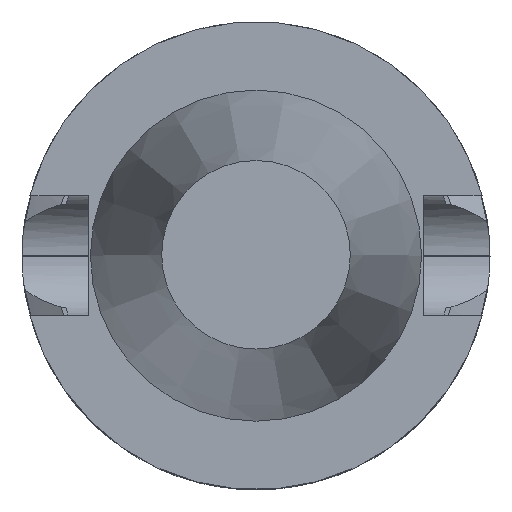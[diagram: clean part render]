
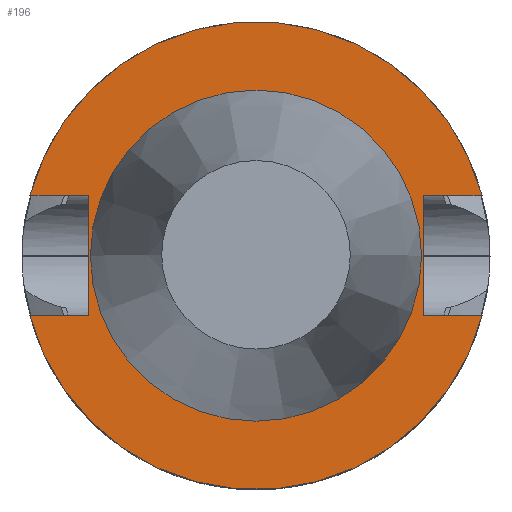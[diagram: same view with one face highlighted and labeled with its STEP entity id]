
A CAD part, top view. The second image highlights one B-rep face of the part: STEP entity #196.
In plain terms, the highlighted planar face has unit normal (0, 0, 1).
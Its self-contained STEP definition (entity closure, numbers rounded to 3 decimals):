
#83=LINE('',#1188,#123);
#84=LINE('',#1191,#124);
#85=LINE('',#1193,#125);
#86=LINE('',#1194,#126);
#87=LINE('',#1196,#127);
#88=LINE('',#1198,#128);
#89=LINE('',#1200,#129);
#90=LINE('',#1202,#130);
#91=LINE('',#1203,#131);
#92=LINE('',#1205,#132);
#123=VECTOR('',#959,1.);
#124=VECTOR('',#960,1.);
#125=VECTOR('',#961,1.);
#126=VECTOR('',#962,1.);
#127=VECTOR('',#963,1.);
#128=VECTOR('',#964,1.);
#129=VECTOR('',#965,1.);
#130=VECTOR('',#966,1.);
#131=VECTOR('',#967,1.);
#132=VECTOR('',#968,1.);
#160=PLANE('',#839);
#196=ADVANCED_FACE('CU_FL_SU_5',(#263,#264),#160,.F.);
#263=FACE_BOUND('',#311,.T.);
#264=FACE_BOUND('',#312,.T.);
#311=EDGE_LOOP('',(#389,#390,#391,#392,#393,#394,#395,#396,#397,#398,#399,
#400));
#312=EDGE_LOOP('',(#401));
#389=ORIENTED_EDGE('',*,*,#661,.F.);
#390=ORIENTED_EDGE('',*,*,#662,.F.);
#391=ORIENTED_EDGE('',*,*,#663,.T.);
#392=ORIENTED_EDGE('',*,*,#660,.F.);
#393=ORIENTED_EDGE('',*,*,#664,.F.);
#394=ORIENTED_EDGE('',*,*,#665,.T.);
#395=ORIENTED_EDGE('',*,*,#666,.T.);
#396=ORIENTED_EDGE('',*,*,#667,.T.);
#397=ORIENTED_EDGE('',*,*,#668,.T.);
#398=ORIENTED_EDGE('',*,*,#656,.T.);
#399=ORIENTED_EDGE('',*,*,#669,.F.);
#400=ORIENTED_EDGE('',*,*,#670,.F.);
#401=ORIENTED_EDGE('',*,*,#671,.T.);
#578=VERTEX_POINT('',#1171);
#581=VERTEX_POINT('',#1176);
#583=VERTEX_POINT('',#1181);
#585=VERTEX_POINT('',#1185);
#586=VERTEX_POINT('',#1189);
#587=VERTEX_POINT('',#1190);
#588=VERTEX_POINT('',#1192);
#589=VERTEX_POINT('',#1195);
#590=VERTEX_POINT('',#1197);
#591=VERTEX_POINT('',#1199);
#592=VERTEX_POINT('',#1201);
#593=VERTEX_POINT('',#1204);
#594=VERTEX_POINT('',#1207);
#656=EDGE_CURVE('',#578,#581,#753,.T.);
#660=EDGE_CURVE('',#585,#583,#755,.T.);
#661=EDGE_CURVE('',#586,#587,#83,.T.);
#662=EDGE_CURVE('',#588,#586,#84,.T.);
#663=EDGE_CURVE('',#588,#583,#85,.T.);
#664=EDGE_CURVE('',#589,#585,#86,.T.);
#665=EDGE_CURVE('',#589,#590,#87,.T.);
#666=EDGE_CURVE('',#590,#591,#88,.T.);
#667=EDGE_CURVE('',#591,#592,#89,.T.);
#668=EDGE_CURVE('',#592,#578,#90,.T.);
#669=EDGE_CURVE('',#593,#581,#91,.T.);
#670=EDGE_CURVE('',#587,#593,#92,.T.);
#671=EDGE_CURVE('',#594,#594,#756,.T.);
#753=CIRCLE('',#833,31.489);
#755=CIRCLE('',#836,31.489);
#756=CIRCLE('',#838,22.);
#833=AXIS2_PLACEMENT_3D('',#1177,#947,#948);
#836=AXIS2_PLACEMENT_3D('',#1186,#955,#956);
#838=AXIS2_PLACEMENT_3D('',#1206,#969,#970);
#839=AXIS2_PLACEMENT_3D('',#1208,#971,#972);
#947=DIRECTION('',(0.,0.,1.));
#948=DIRECTION('',(-1.,0.,0.));
#955=DIRECTION('',(0.,0.,-1.));
#956=DIRECTION('',(-1.,0.,0.));
#959=DIRECTION('',(0.,1.,0.));
#960=DIRECTION('',(0.,1.,0.));
#961=DIRECTION('',(-1.,0.,0.));
#962=DIRECTION('',(1.,0.,0.));
#963=DIRECTION('',(0.,1.,0.));
#964=DIRECTION('',(0.,1.,0.));
#965=DIRECTION('',(0.,1.,0.));
#966=DIRECTION('',(1.,0.,0.));
#967=DIRECTION('',(-1.,0.,0.));
#968=DIRECTION('',(0.,1.,0.));
#969=DIRECTION('',(0.,0.,-1.));
#970=DIRECTION('',(-1.,0.,0.));
#971=DIRECTION('',(0.,0.,-1.));
#972=DIRECTION('',(-1.,0.,0.));
#1171=CARTESIAN_POINT('',(30.43,8.095,-1.));
#1176=CARTESIAN_POINT('',(-30.43,8.095,-1.));
#1177=CARTESIAN_POINT('',(0.,0.,-1.));
#1181=CARTESIAN_POINT('',(-30.43,-8.095,-1.));
#1185=CARTESIAN_POINT('',(30.43,-8.095,-1.));
#1186=CARTESIAN_POINT('',(0.,0.,-1.));
#1188=CARTESIAN_POINT('',(-22.5,22.,-1.));
#1189=CARTESIAN_POINT('',(-22.5,-2.124,-1.));
#1190=CARTESIAN_POINT('',(-22.5,2.124,-1.));
#1191=CARTESIAN_POINT('',(-22.5,22.,-1.));
#1192=CARTESIAN_POINT('',(-22.5,-8.095,-1.));
#1193=CARTESIAN_POINT('',(-41.489,-8.095,-1.));
#1194=CARTESIAN_POINT('',(0.,-8.095,-1.));
#1195=CARTESIAN_POINT('',(22.5,-8.095,-1.));
#1196=CARTESIAN_POINT('',(22.5,22.,-1.));
#1197=CARTESIAN_POINT('',(22.5,-2.124,-1.));
#1198=CARTESIAN_POINT('',(22.5,22.,-1.));
#1199=CARTESIAN_POINT('',(22.5,2.124,-1.));
#1200=CARTESIAN_POINT('',(22.5,22.,-1.));
#1201=CARTESIAN_POINT('',(22.5,8.095,-1.));
#1202=CARTESIAN_POINT('',(41.489,8.095,-1.));
#1203=CARTESIAN_POINT('',(0.,8.095,-1.));
#1204=CARTESIAN_POINT('',(-22.5,8.095,-1.));
#1205=CARTESIAN_POINT('',(-22.5,22.,-1.));
#1206=CARTESIAN_POINT('',(0.,0.,-1.));
#1207=CARTESIAN_POINT('',(-22.,0.,-1.));
#1208=CARTESIAN_POINT('',(0.,22.,-1.));
